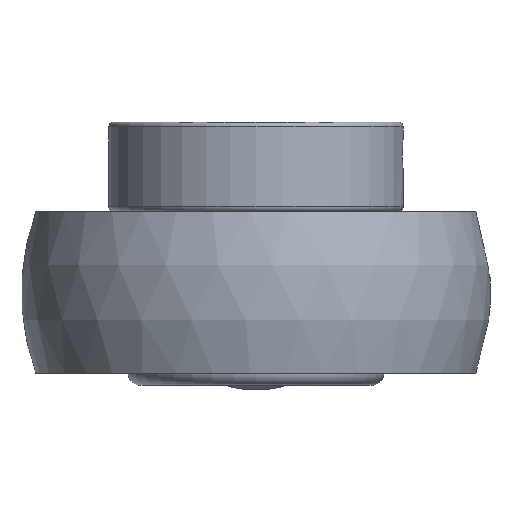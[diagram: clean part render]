
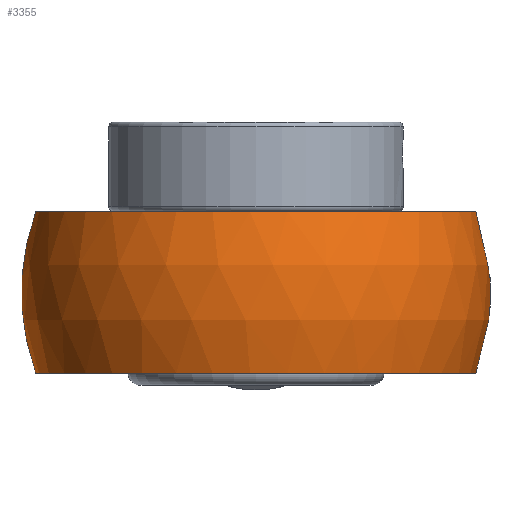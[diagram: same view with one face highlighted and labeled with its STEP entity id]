
A CAD part, front view. The second image highlights one B-rep face of the part: STEP entity #3355.
In plain terms, the highlighted spherical face has radius 48 mm.
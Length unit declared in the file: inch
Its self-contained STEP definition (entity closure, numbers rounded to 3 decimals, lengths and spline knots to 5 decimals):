
#147=CARTESIAN_POINT('',(0.44499,1.71791,0.64961));
#148=VERTEX_POINT('',#147);
#173=CARTESIAN_POINT('',(-1.7746,0.,0.64961));
#174=VERTEX_POINT('',#173);
#182=CARTESIAN_POINT('',(0.,0.,0.64961));
#183=DIRECTION('',(0.,-0.,1.));
#184=DIRECTION('',(0.,1.,0.));
#185=AXIS2_PLACEMENT_3D('',#182,#183,#184);
#186=CIRCLE('',#185,1.7746);
#187=EDGE_CURVE('',#174,#148,#186,.T.);
#2996=CARTESIAN_POINT('',(1.88607,0.11811,0.));
#2997=VERTEX_POINT('',#2996);
#3113=CARTESIAN_POINT('',(1.88237,0.11811,0.11811));
#3114=VERTEX_POINT('',#3113);
#3121=CARTESIAN_POINT('',(0.,0.11811,0.));
#3122=DIRECTION('',(0.,-1.,0.));
#3123=DIRECTION('',(0.,0.,1.));
#3124=AXIS2_PLACEMENT_3D('',#3121,#3122,#3123);
#3125=CIRCLE('',#3124,1.88607);
#3126=EDGE_CURVE('',#2997,#3114,#3125,.T.);
#3139=CARTESIAN_POINT('',(0.77849,1.71791,0.11811));
#3140=VERTEX_POINT('',#3139);
#3147=CARTESIAN_POINT('',(0.,0.,0.11811));
#3148=DIRECTION('',(0.,-0.,1.));
#3149=DIRECTION('',(0.,1.,0.));
#3150=AXIS2_PLACEMENT_3D('',#3147,#3148,#3149);
#3151=CIRCLE('',#3150,1.88607);
#3152=EDGE_CURVE('',#3114,#3140,#3151,.T.);
#3249=CARTESIAN_POINT('',(1.88237,0.11811,-0.11811));
#3250=VERTEX_POINT('',#3249);
#3257=CARTESIAN_POINT('',(0.77849,1.71791,-0.11811));
#3258=VERTEX_POINT('',#3257);
#3259=CARTESIAN_POINT('',(0.,0.,-0.11811));
#3260=DIRECTION('',(0.,0.,-1.));
#3261=DIRECTION('',(0.,-1.,0.));
#3262=AXIS2_PLACEMENT_3D('',#3259,#3260,#3261);
#3263=CIRCLE('',#3262,1.88607);
#3264=EDGE_CURVE('',#3258,#3250,#3263,.T.);
#3283=CARTESIAN_POINT('',(0.,0.11811,0.));
#3284=DIRECTION('',(0.,-1.,0.));
#3285=DIRECTION('',(0.,0.,1.));
#3286=AXIS2_PLACEMENT_3D('',#3283,#3284,#3285);
#3287=CIRCLE('',#3286,1.88607);
#3288=EDGE_CURVE('',#3250,#2997,#3287,.T.);
#3311=CARTESIAN_POINT('',(0.,0.,0.));
#3312=DIRECTION('',(0.,0.,1.));
#3313=DIRECTION('',(1.,0.,0.));
#3314=AXIS2_PLACEMENT_3D('',#3311,#3312,#3313);
#3315=SPHERICAL_SURFACE('',#3314,1.88976);
#3316=CARTESIAN_POINT('',(-1.7746,0.,-0.64961));
#3317=VERTEX_POINT('',#3316);
#3318=CARTESIAN_POINT('',(0.,0.,0.));
#3319=DIRECTION('',(-0.,-1.,-0.));
#3320=DIRECTION('',(-1.,0.,0.));
#3321=AXIS2_PLACEMENT_3D('',#3318,#3319,#3320);
#3322=CIRCLE('',#3321,1.88976);
#3323=EDGE_CURVE('',#174,#3317,#3322,.T.);
#3324=ORIENTED_EDGE('',*,*,#3323,.T.);
#3325=CARTESIAN_POINT('',(0.44499,1.71791,-0.64961));
#3326=VERTEX_POINT('',#3325);
#3327=CARTESIAN_POINT('',(0.,0.,-0.64961));
#3328=DIRECTION('',(0.,0.,-1.));
#3329=DIRECTION('',(0.,-1.,0.));
#3330=AXIS2_PLACEMENT_3D('',#3327,#3328,#3329);
#3331=CIRCLE('',#3330,1.7746);
#3332=EDGE_CURVE('',#3326,#3317,#3331,.T.);
#3333=ORIENTED_EDGE('',*,*,#3332,.F.);
#3334=CARTESIAN_POINT('',(0.,1.71791,0.));
#3335=DIRECTION('',(-0.,1.,0.));
#3336=DIRECTION('',(1.,0.,0.));
#3337=AXIS2_PLACEMENT_3D('',#3334,#3335,#3336);
#3338=CIRCLE('',#3337,0.7874);
#3339=EDGE_CURVE('',#3258,#3326,#3338,.T.);
#3340=ORIENTED_EDGE('',*,*,#3339,.F.);
#3341=ORIENTED_EDGE('',*,*,#3264,.T.);
#3342=ORIENTED_EDGE('',*,*,#3288,.T.);
#3343=ORIENTED_EDGE('',*,*,#3126,.T.);
#3344=ORIENTED_EDGE('',*,*,#3152,.T.);
#3345=CARTESIAN_POINT('',(0.,1.71791,0.));
#3346=DIRECTION('',(-0.,1.,0.));
#3347=DIRECTION('',(1.,0.,0.));
#3348=AXIS2_PLACEMENT_3D('',#3345,#3346,#3347);
#3349=CIRCLE('',#3348,0.7874);
#3350=EDGE_CURVE('',#148,#3140,#3349,.T.);
#3351=ORIENTED_EDGE('',*,*,#3350,.F.);
#3352=ORIENTED_EDGE('',*,*,#187,.F.);
#3353=EDGE_LOOP('',(#3324,#3333,#3340,#3341,#3342,#3343,#3344,#3351,#3352));
#3354=FACE_BOUND('',#3353,.T.);
#3355=ADVANCED_FACE('',(#3354),#3315,.T.);
